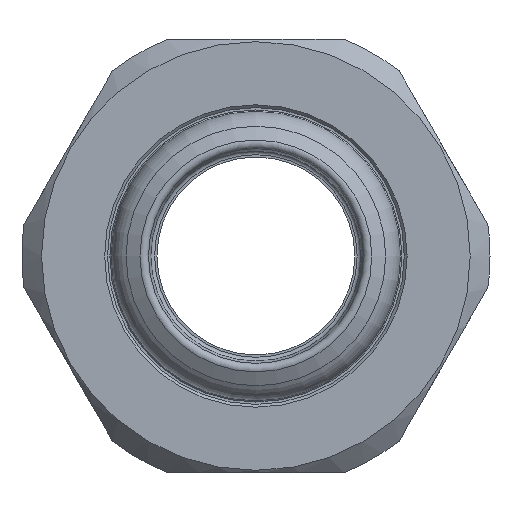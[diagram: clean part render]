
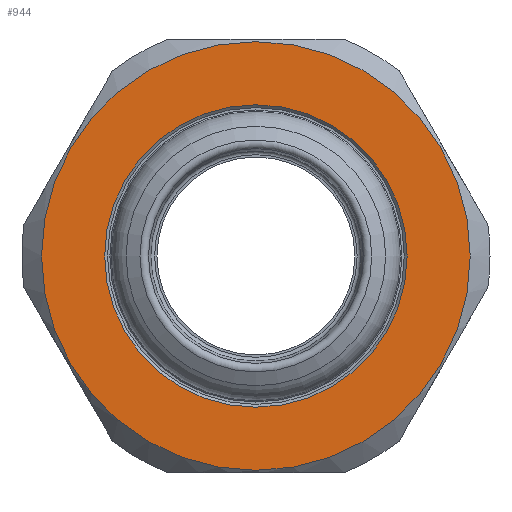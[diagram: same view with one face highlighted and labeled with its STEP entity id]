
A CAD part, left-side view. The second image highlights one B-rep face of the part: STEP entity #944.
In plain terms, the highlighted planar face has unit normal (-1, 0, 0).
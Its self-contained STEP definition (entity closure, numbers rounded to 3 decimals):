
#36=FACE_BOUND('',#183,.T.);
#90=PLANE('',#1113);
#119=FACE_OUTER_BOUND('',#182,.T.);
#182=EDGE_LOOP('',(#729));
#183=EDGE_LOOP('',(#730));
#334=CIRCLE('',#1093,22.75);
#344=CIRCLE('',#1112,16.05);
#431=VERTEX_POINT('',#1670);
#440=VERTEX_POINT('',#1705);
#531=EDGE_CURVE('',#431,#431,#334,.T.);
#545=EDGE_CURVE('',#440,#440,#344,.T.);
#729=ORIENTED_EDGE('',*,*,#531,.T.);
#730=ORIENTED_EDGE('',*,*,#545,.F.);
#944=ADVANCED_FACE('',(#119,#36),#90,.T.);
#1093=AXIS2_PLACEMENT_3D('',#1672,#1287,#1288);
#1112=AXIS2_PLACEMENT_3D('',#1706,#1328,#1329);
#1113=AXIS2_PLACEMENT_3D('',#1708,#1331,#1332);
#1287=DIRECTION('center_axis',(-1.,0.,0.));
#1288=DIRECTION('ref_axis',(0.,1.,0.));
#1328=DIRECTION('center_axis',(-1.,0.,0.));
#1329=DIRECTION('ref_axis',(0.,0.,-1.));
#1331=DIRECTION('center_axis',(-1.,0.,0.));
#1332=DIRECTION('ref_axis',(0.,0.,1.));
#1670=CARTESIAN_POINT('',(-19.,-22.75,0.));
#1672=CARTESIAN_POINT('Origin',(-19.,0.,0.));
#1705=CARTESIAN_POINT('',(-19.,0.,16.05));
#1706=CARTESIAN_POINT('Origin',(-19.,0.,0.));
#1708=CARTESIAN_POINT('Origin',(-19.,0.,0.));
